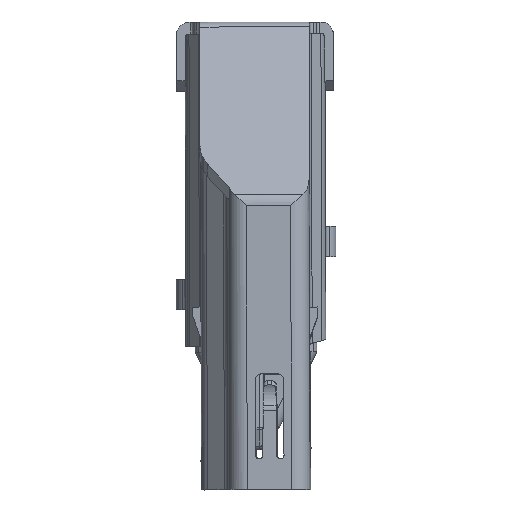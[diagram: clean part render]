
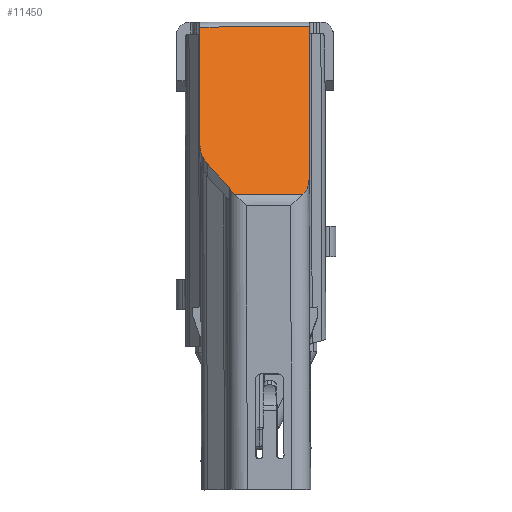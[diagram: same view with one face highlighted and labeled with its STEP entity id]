
A CAD part, top view. The second image highlights one B-rep face of the part: STEP entity #11450.
In plain terms, the highlighted face is planar.
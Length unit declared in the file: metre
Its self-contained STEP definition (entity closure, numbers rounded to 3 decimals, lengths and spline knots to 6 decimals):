
#2685=EDGE_CURVE('4:3418',#6913,#6910,#6914,.T.);
#4235=EDGE_CURVE('4:5770',#9014,#9017,#9018,.T.);
#4267=EDGE_CURVE('4:5818',#9017,#9060,#9061,.T.);
#4271=EDGE_CURVE('4:5824',#9060,#9065,#9066,.T.);
#4305=EDGE_CURVE('4:5875',#9110,#9113,#9114,.T.);
#4309=EDGE_CURVE('4:5881',#9118,#9113,#9119,.T.);
#4313=EDGE_CURVE('4:5887',#9118,#6910,#9123,.T.);
#4315=EDGE_CURVE('4:5890',#9110,#9065,#9125,.T.);
#4317=EDGE_CURVE('4:5893',#6913,#9014,#9127,.T.);
#6910=VERTEX_POINT('',#13457);
#6913=VERTEX_POINT('',#13462);
#6914=LINE('',#13463,#13464);
#9014=VERTEX_POINT('',#16912);
#9017=VERTEX_POINT('',#16916);
#9018=LINE('',#16917,#16918);
#9060=VERTEX_POINT('',#16991);
#9061=LINE('',#16992,#16993);
#9065=VERTEX_POINT('',#17000);
#9066=ELLIPSE('',#17001,0.001273,0.0009);
#9110=VERTEX_POINT('',#17102);
#9113=VERTEX_POINT('',#17137);
#9114=B_SPLINE_CURVE_WITH_KNOTS('',3,(#17138,#17139,#17140,#17141),.UNSPECIFIED.,.F.,.F.,(4,4),(0.0,1.0),.UNSPECIFIED.);
#9118=VERTEX_POINT('',#17148);
#9119=LINE('',#17149,#17150);
#9123=ELLIPSE('',#17157,0.001838,0.0013);
#9125=LINE('',#17160,#17161);
#9127=LINE('',#17164,#17165);
#11450=ADVANCED_FACE('4:1324',(#21261),#21262,.T.);
#13457=CARTESIAN_POINT('',(-0.0027,0.004753,-0.016979));
#13462=CARTESIAN_POINT('',(-0.0027,-0.001111,-0.022842));
#13463=CARTESIAN_POINT('',(-0.0027,-0.001111,-0.022842));
#13464=VECTOR('',#22624,0.008293);
#16912=CARTESIAN_POINT('',(0.0027,-0.001111,-0.022842));
#16916=CARTESIAN_POINT('',(0.0027,0.0065,-0.015231));
#16917=CARTESIAN_POINT('',(0.0027,-0.001111,-0.022842));
#16918=VECTOR('',#23842,0.010764);
#16991=CARTESIAN_POINT('',(0.002675,0.0065,-0.015231));
#16992=CARTESIAN_POINT('',(0.0027,0.0065,-0.015231));
#16993=VECTOR('',#23864,0.000025);
#17000=CARTESIAN_POINT('',(0.002381,0.007166,-0.014566));
#17001=AXIS2_PLACEMENT_3D('',#23866,#23867,#23868);
#17102=CARTESIAN_POINT('',(-0.001014,0.007166,-0.014566));
#17137=CARTESIAN_POINT('',(-0.00125,0.00682,-0.014911));
#17138=CARTESIAN_POINT('',(-0.001014,0.007166,-0.014566));
#17139=CARTESIAN_POINT('',(-0.001127,0.007063,-0.014669));
#17140=CARTESIAN_POINT('',(-0.001202,0.006946,-0.014785));
#17141=CARTESIAN_POINT('',(-0.00125,0.00682,-0.014911));
#17148=CARTESIAN_POINT('',(-0.002351,0.005639,-0.016092));
#17149=CARTESIAN_POINT('',(-0.002351,0.005639,-0.016092));
#17150=VECTOR('',#23892,0.002);
#17157=AXIS2_PLACEMENT_3D('',#23894,#23895,#23896);
#17160=CARTESIAN_POINT('',(-0.001014,0.007166,-0.014566));
#17161=VECTOR('',#23897,0.003395);
#17164=CARTESIAN_POINT('',(-0.0027,-0.001111,-0.022842));
#17165=VECTOR('',#23898,0.0054);
#21261=FACE_OUTER_BOUND('',#25698,.T.);
#21262=PLANE('',#25699);
#22624=DIRECTION('',(0.0,0.707,0.707));
#23842=DIRECTION('',(0.0,0.707,0.707));
#23864=DIRECTION('',(-1.0,0.0,0.0));
#23866=CARTESIAN_POINT('',(0.001775,0.0065,-0.015231));
#23867=DIRECTION('',(0.,-0.707,0.707));
#23868=DIRECTION('',(0.,-0.707,-0.707));
#23892=DIRECTION('',(0.55,0.59,0.59));
#23894=CARTESIAN_POINT('',(-0.0014,0.004753,-0.016979));
#23895=DIRECTION('',(0.,-0.707,0.707));
#23896=DIRECTION('',(0.,-0.707,-0.707));
#23897=DIRECTION('',(1.0,0.,0.));
#23898=DIRECTION('',(1.0,0.0,0.0));
#25698=EDGE_LOOP('',(#29364,#29365,#29366,#29367,#29368,#29369,#29370,#29371,#29372));
#25699=AXIS2_PLACEMENT_3D('',#29373,#29374,#29375);
#29364=ORIENTED_EDGE('',*,*,#4313,.F.);
#29365=ORIENTED_EDGE('',*,*,#4309,.T.);
#29366=ORIENTED_EDGE('',*,*,#4305,.F.);
#29367=ORIENTED_EDGE('',*,*,#4315,.T.);
#29368=ORIENTED_EDGE('',*,*,#4271,.F.);
#29369=ORIENTED_EDGE('',*,*,#4267,.F.);
#29370=ORIENTED_EDGE('',*,*,#4235,.F.);
#29371=ORIENTED_EDGE('',*,*,#4317,.F.);
#29372=ORIENTED_EDGE('',*,*,#2685,.T.);
#29373=CARTESIAN_POINT('',(-0.0027,-0.001111,-0.022842));
#29374=DIRECTION('',(0.0,0.707,-0.707));
#29375=DIRECTION('',(-1.0,0.0,0.0));
